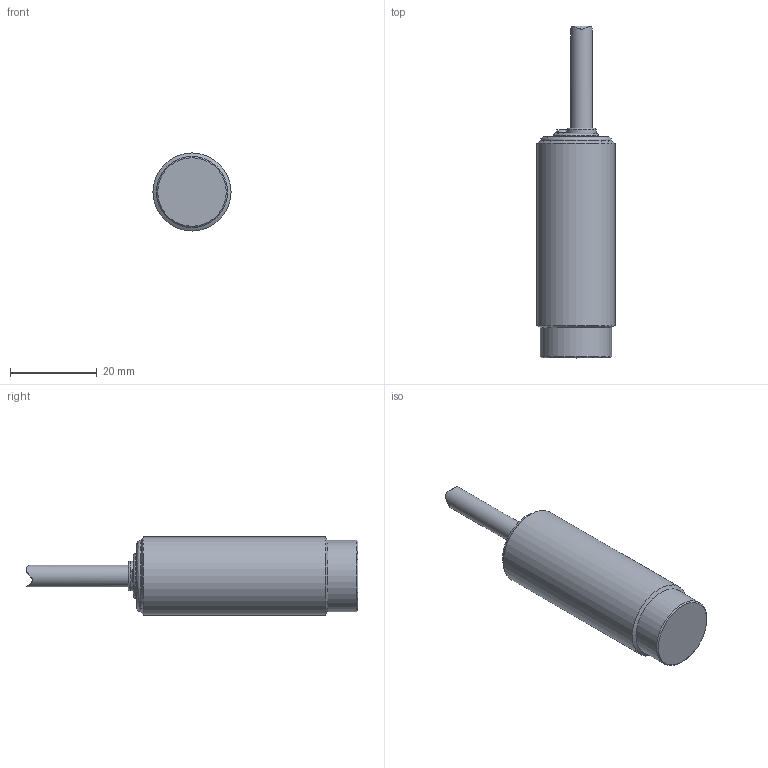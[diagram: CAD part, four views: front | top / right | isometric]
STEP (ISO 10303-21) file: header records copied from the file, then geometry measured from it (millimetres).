
FILE_DESCRIPTION (( 'STEP AP214' ), '1' );
FILE_NAME ('DW-AD-714-M18.STEP', '2018-04-11T17:24:22', ( '' ), ( '' ), 'SwSTEP 2.0', 'SolidWorks 2017', '' );
FILE_SCHEMA (( 'AUTOMOTIVE_DESIGN' ));
Length unit declared in the file: inch
Products named in the file (1): DW-AD-714-M18
Bounding box: 18 x 76.6 x 18 mm (x, y, z)
Volume: 13267 mm3; surface area: 3818.2 mm2
Topology: 2 solids, 2 shells, 37 faces, 78 edges, 48 vertices
Faces by surface type: plane 18, cone 8, cylinder 7, bspline 4
Full cylindrical faces by diameter (mm): 5 x1, 10.5 x1, 16.4 x2, 18 x1
Entity records: 1288 total; most frequent: CARTESIAN_POINT 565, DIRECTION 134, ORIENTED_EDGE 122, EDGE_CURVE 61, AXIS2_PLACEMENT_3D 58, EDGE_LOOP 51, FACE_OUTER_BOUND 45, VERTEX_POINT 42
